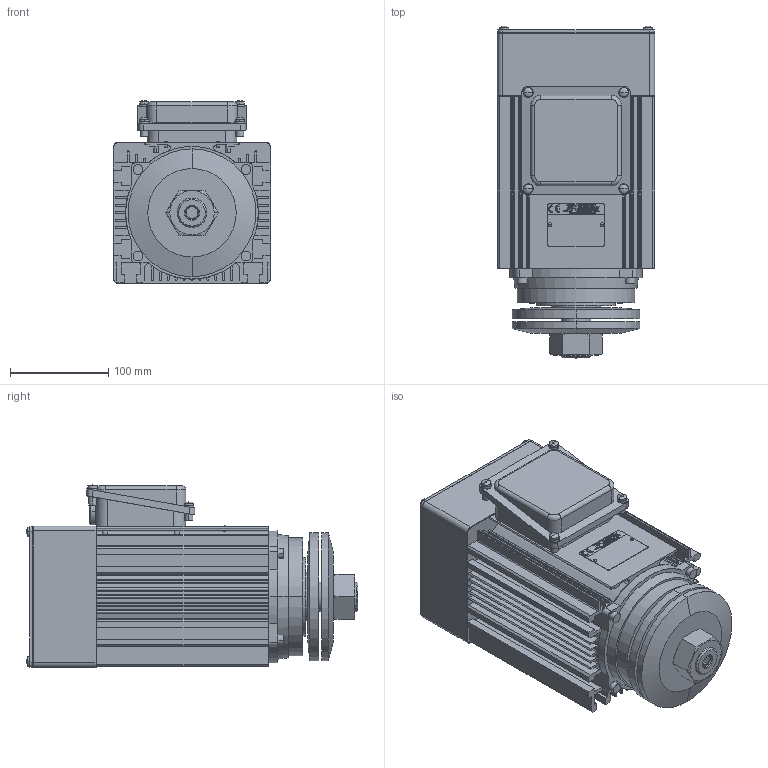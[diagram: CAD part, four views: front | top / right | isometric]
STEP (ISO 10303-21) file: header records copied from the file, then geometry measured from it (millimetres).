
FILE_DESCRIPTION(('HOOPS Exchange Step'),'2;1');
FILE_NAME('export-2822F6C9-6971-4606-A933-2043B8C8640C.stp','2023-11-02T17:09:42+01:00',('Engineering'),('Alibre'),'HOOPS Exchange 2021.0','Alibre','Unknown authorisation');
FILE_SCHEMA( ('AP242_MANAGED_MODEL_BASED_3D_ENGINEERING_MIM_LF {1 0 10303 442 1 1 4 }') );
Length unit declared in the file: millimetre
Products named in the file (1): 2066 C7180-C-SB-BT-4.0kW-LH-2860-6000RPM
Bounding box: 160 x 337.66 x 186.27 mm (x, y, z)
Surface area: 454322.7 mm2 (no closed solid volume)
Topology: 0 solids, 1051 shells, 1134 faces, 5449 edges, 5292 vertices
Faces by surface type: plane 743, cylinder 295, bspline 38, cone 34, sphere 16, torus 8
Entity records: 62599 total; most frequent: CARTESIAN_POINT 15819, DIRECTION 8697, ORIENTED_EDGE 5588, EDGE_CURVE 5437, VERTEX_POINT 5292, VECTOR 3925, LINE 3925, AXIS2_PLACEMENT_3D 2386
